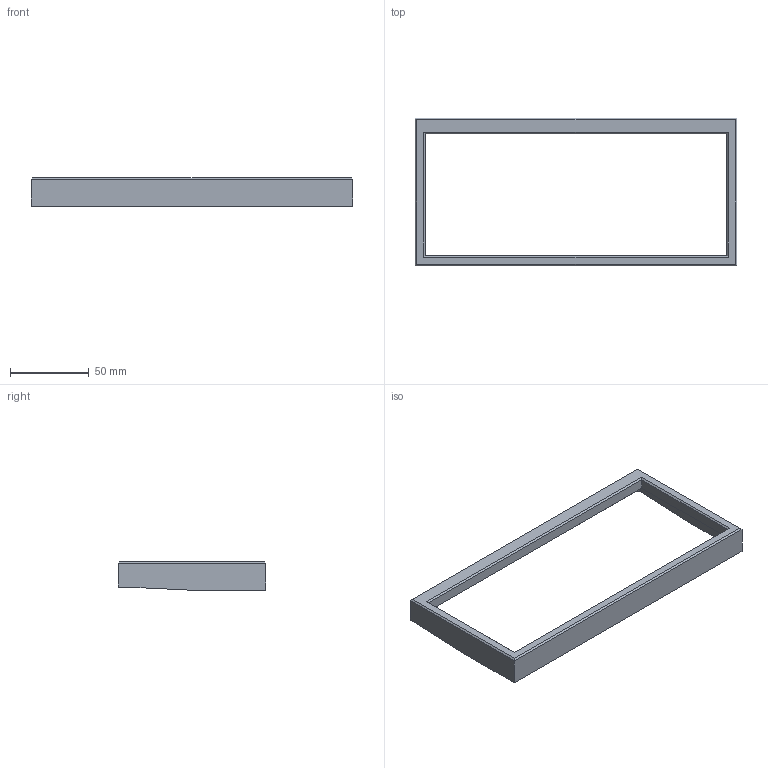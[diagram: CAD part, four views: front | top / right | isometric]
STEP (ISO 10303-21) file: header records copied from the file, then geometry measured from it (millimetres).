
FILE_DESCRIPTION(/* description */ (''),/* implementation_level */ '2;1');
FILE_NAME(/* name */ 'top.step',/* time_stamp */ '2022-01-21T01:03:12+01:00',/* author */ (''),/* organization */ (''),/* preprocessor_version */ 'ST-DEVELOPER v18.1',/* originating_system */ 'Autodesk Translation Framework v10.10.0.1391',/* authorisation */ '');
FILE_SCHEMA (('AUTOMOTIVE_DESIGN { 1 0 10303 214 3 1 1 }'));
Length unit declared in the file: millimetre
Products named in the file (1): top
Bounding box: 204.5 x 93.7 x 18.1 mm (x, y, z)
Volume: 39309.6 mm3; surface area: 27809.3 mm2
Topology: 1 solids, 1 shells, 63 faces, 160 edges, 104 vertices
Faces by surface type: plane 42, cylinder 21
Full cylindrical faces by diameter (mm): 2.8 x5
Entity records: 1936 total; most frequent: DIRECTION 330, CARTESIAN_POINT 328, ORIENTED_EDGE 320, EDGE_CURVE 160, LINE 118, VECTOR 118, AXIS2_PLACEMENT_3D 106, VERTEX_POINT 104
